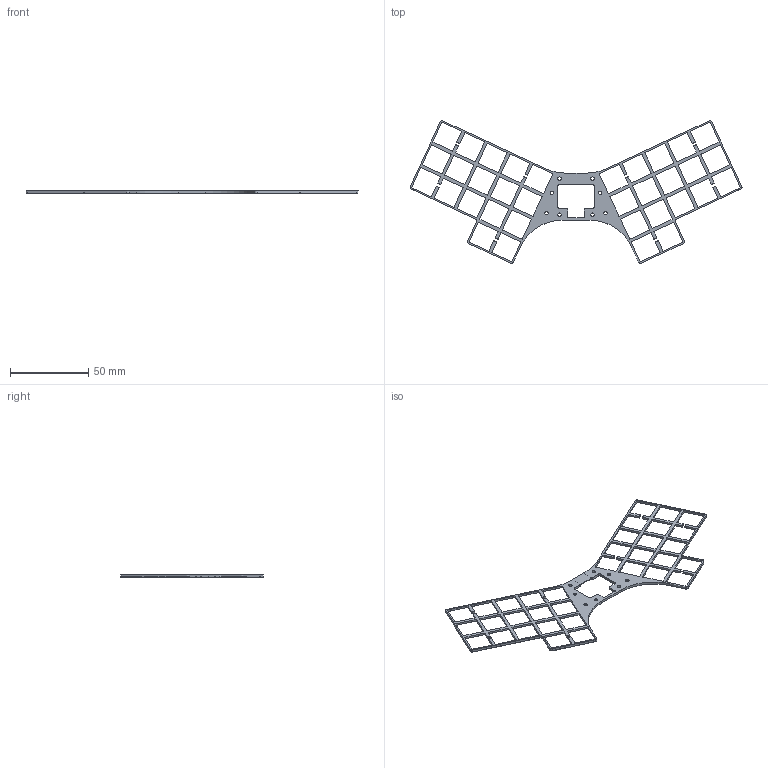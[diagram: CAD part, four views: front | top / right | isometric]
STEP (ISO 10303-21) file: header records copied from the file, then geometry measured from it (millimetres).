
FILE_DESCRIPTION(('HOOPS Exchange Step'),'2;1');
FILE_NAME('temp_export','2026-02-11T10:52:10-05:00',('jscotto'),('Shapr3D Limited'),'HOOPS Exchange 2025.9','Shapr3D','Authorized');
FILE_SCHEMA( ('AP242_MANAGED_MODEL_BASED_3D_ENGINEERING_MIM_LF {1 0 10303 442 1 1 4}') );
Length unit declared in the file: millimetre
Products named in the file (1): Plate
Bounding box: 211.75 x 90.98 x 1.6 mm (x, y, z)
Volume: 4176.4 mm3; surface area: 10035 mm2
Topology: 1 solids, 1 shells, 825 faces, 2426 edges, 1620 vertices
Faces by surface type: cylinder 454, plane 367, cone 4
Full cylindrical faces by diameter (mm): 2.1 x4, 2.2 x4
Entity records: 28013 total; most frequent: DIRECTION 5030, CARTESIAN_POINT 4897, ORIENTED_EDGE 4852, EDGE_CURVE 2426, AXIS2_PLACEMENT_3D 1778, VERTEX_POINT 1620, VECTOR 1474, LINE 1474
